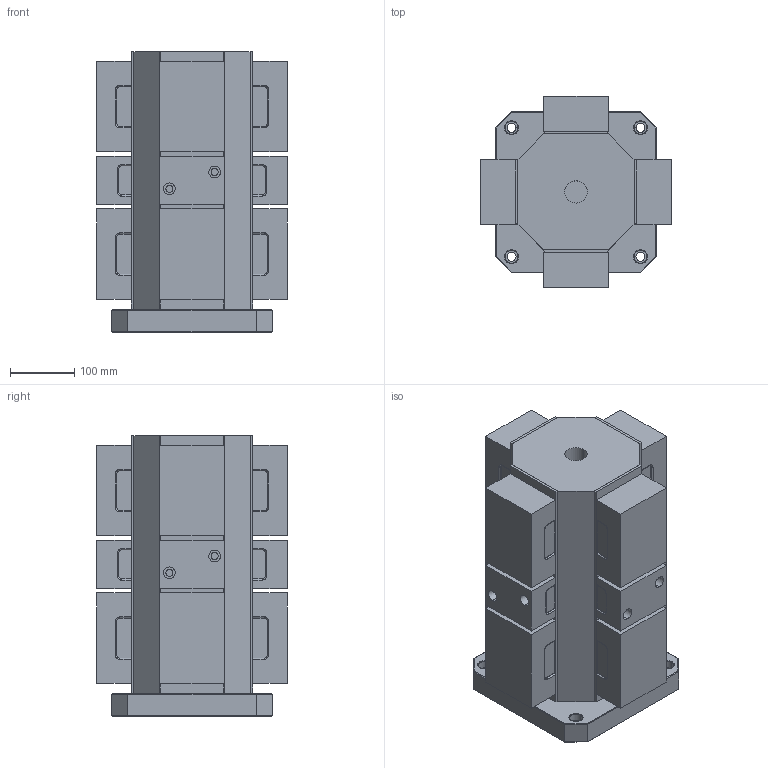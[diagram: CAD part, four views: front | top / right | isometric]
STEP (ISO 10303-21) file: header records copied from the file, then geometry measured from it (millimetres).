
FILE_DESCRIPTION (( 'STEP AP203' ), '1' );
FILE_NAME ('1040.STEP', '2025-03-15T11:29:08', ( '微软用户' ), ( '微软中国' ), 'SwSTEP 2.0', 'SolidWorks 2016', '' );
FILE_SCHEMA (( 'CONFIG_CONTROL_DESIGN' ));
Length unit declared in the file: millimetre
Products named in the file (9): Assem2_1; 6_2; 4_2; Assem3_1; 5_2; Assem4_2; 19_2; 1040; 2_2
Assembly tree (12 placements, depth 4):
  1040
    6_2
    19_2
    Assem3_1  x4
      5_2
      Assem2_1
        2_2
      Assem4_2
        4_2
Bounding box: 296 x 296 x 435 mm (x, y, z)
Volume: 21407804.1 mm3; surface area: 1411568.6 mm2
Topology: 18 solids, 18 shells, 566 faces, 1392 edges, 874 vertices
Faces by surface type: plane 276, cylinder 194, cone 48, bspline 48
Entity records: 7349 total; most frequent: CARTESIAN_POINT 1194, DIRECTION 1134, ORIENTED_EDGE 1008, EDGE_CURVE 504, AXIS2_PLACEMENT_3D 414, VERTEX_POINT 314, LINE 306, VECTOR 306
